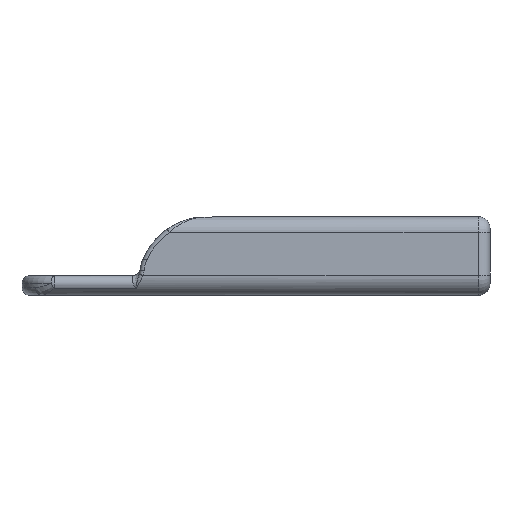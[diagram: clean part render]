
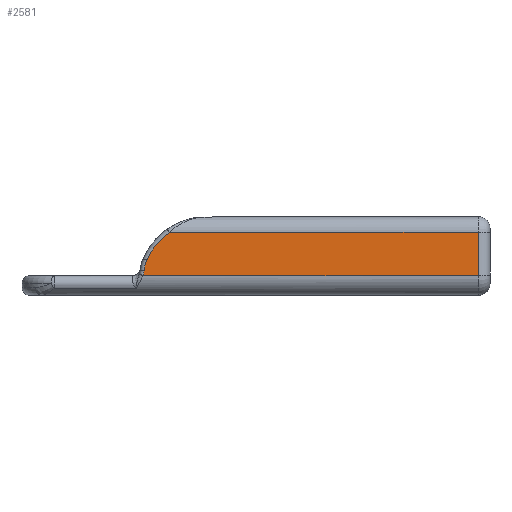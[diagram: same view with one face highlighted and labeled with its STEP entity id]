
A CAD part, left-side view. The second image highlights one B-rep face of the part: STEP entity #2581.
In plain terms, the highlighted planar face has unit normal (-1, 0, 0).
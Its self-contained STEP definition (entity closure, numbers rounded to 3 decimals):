
#141 = DIRECTION ( 'NONE',  ( -1., 0., 0. ) ) ;
#163 = CARTESIAN_POINT ( 'NONE',  ( -43.5, 84.294, 0. ) ) ;
#226 = CIRCLE ( 'NONE', #4202, 9. ) ;
#227 = CARTESIAN_POINT ( 'NONE',  ( -43.5, 84., 0.841 ) ) ;
#301 = DIRECTION ( 'NONE',  ( 0., -1., 0. ) ) ;
#323 = ORIENTED_EDGE ( 'NONE', *, *, #6289, .T. ) ;
#499 = DIRECTION ( 'NONE',  ( 1., 0., 0. ) ) ;
#505 = LINE ( 'NONE', #677, #3038 ) ;
#677 = CARTESIAN_POINT ( 'NONE',  ( -43.5, 85., 11. ) ) ;
#726 = ORIENTED_EDGE ( 'NONE', *, *, #5701, .T. ) ;
#743 = VERTEX_POINT ( 'NONE', #163 ) ;
#1183 = DIRECTION ( 'NONE',  ( 0., -1., 0. ) ) ;
#1249 = EDGE_CURVE ( 'NONE', #1378, #4437, #505, .T. ) ;
#1257 = CARTESIAN_POINT ( 'NONE',  ( -43.5, 84.294, 0. ) ) ;
#1378 = VERTEX_POINT ( 'NONE', #3789 ) ;
#1811 = CIRCLE ( 'NONE', #5860, 16.605 ) ;
#1840 = CARTESIAN_POINT ( 'NONE',  ( -43.5, -1., 0. ) ) ;
#2020 = EDGE_LOOP ( 'NONE', ( #2287, #6379, #323, #726, #2680, #2814 ) ) ;
#2142 = DIRECTION ( 'NONE',  ( -1., 0., 0. ) ) ;
#2218 = LINE ( 'NONE', #6269, #3388 ) ;
#2287 = ORIENTED_EDGE ( 'NONE', *, *, #1249, .F. ) ;
#2415 = CARTESIAN_POINT ( 'NONE',  ( -43.5, 85., 0. ) ) ;
#2581 = ADVANCED_FACE ( 'NONE', ( #6596 ), #6612, .F. ) ;
#2670 = DIRECTION ( 'NONE',  ( 0., 0., 1. ) ) ;
#2680 = ORIENTED_EDGE ( 'NONE', *, *, #4842, .T. ) ;
#2681 = EDGE_CURVE ( 'NONE', #1378, #4488, #1811, .T. ) ;
#2766 = AXIS2_PLACEMENT_3D ( 'NONE', #2415, #499, #4054 ) ;
#2814 = ORIENTED_EDGE ( 'NONE', *, *, #5607, .T. ) ;
#2820 = CARTESIAN_POINT ( 'NONE',  ( -43.5, 85., 0. ) ) ;
#2954 = VERTEX_POINT ( 'NONE', #1840 ) ;
#3038 = VECTOR ( 'NONE', #1183, 1000. ) ;
#3188 = CARTESIAN_POINT ( 'NONE',  ( -43.5, 75., 0.386 ) ) ;
#3388 = VECTOR ( 'NONE', #2670, 1000. ) ;
#3697 = DIRECTION ( 'NONE',  ( 0., 0., -1. ) ) ;
#3776 = CARTESIAN_POINT ( 'NONE',  ( -43.5, 83.955, 1.289 ) ) ;
#3789 = CARTESIAN_POINT ( 'NONE',  ( -43.5, 77.528, 11. ) ) ;
#3973 = CARTESIAN_POINT ( 'NONE',  ( -43.5, 83.275, 3.926 ) ) ;
#4008 = CARTESIAN_POINT ( 'NONE',  ( -43.5, 83.955, 1.289 ) ) ;
#4054 = DIRECTION ( 'NONE',  ( 0., 0., -1. ) ) ;
#4202 = AXIS2_PLACEMENT_3D ( 'NONE', #3188, #141, #3697 ) ;
#4304 = CARTESIAN_POINT ( 'NONE',  ( -43.5, 84.125, 0.415 ) ) ;
#4358 = VECTOR ( 'NONE', #301, 1000. ) ;
#4437 = VERTEX_POINT ( 'NONE', #5999 ) ;
#4488 = VERTEX_POINT ( 'NONE', #3973 ) ;
#4702 = LINE ( 'NONE', #2820, #4358 ) ;
#4842 = EDGE_CURVE ( 'NONE', #743, #2954, #4702, .T. ) ;
#4936 = B_SPLINE_CURVE_WITH_KNOTS ( 'NONE', 3,
 ( #3776, #227, #4304, #1257 ),
 .UNSPECIFIED., .F., .F.,
 ( 4, 4 ),
 ( 0., 0.001 ),
 .UNSPECIFIED. ) ;
#5206 = CARTESIAN_POINT ( 'NONE',  ( -43.5, 68.008, -2.605 ) ) ;
#5607 = EDGE_CURVE ( 'NONE', #2954, #4437, #2218, .T. ) ;
#5701 = EDGE_CURVE ( 'NONE', #6630, #743, #4936, .T. ) ;
#5710 = DIRECTION ( 'NONE',  ( 0., 0., -1. ) ) ;
#5860 = AXIS2_PLACEMENT_3D ( 'NONE', #5206, #2142, #5710 ) ;
#5999 = CARTESIAN_POINT ( 'NONE',  ( -43.5, -1., 11. ) ) ;
#6269 = CARTESIAN_POINT ( 'NONE',  ( -43.5, -1., 11. ) ) ;
#6289 = EDGE_CURVE ( 'NONE', #4488, #6630, #226, .T. ) ;
#6379 = ORIENTED_EDGE ( 'NONE', *, *, #2681, .T. ) ;
#6596 = FACE_OUTER_BOUND ( 'NONE', #2020, .T. ) ;
#6612 = PLANE ( 'NONE',  #2766 ) ;
#6630 = VERTEX_POINT ( 'NONE', #4008 ) ;
